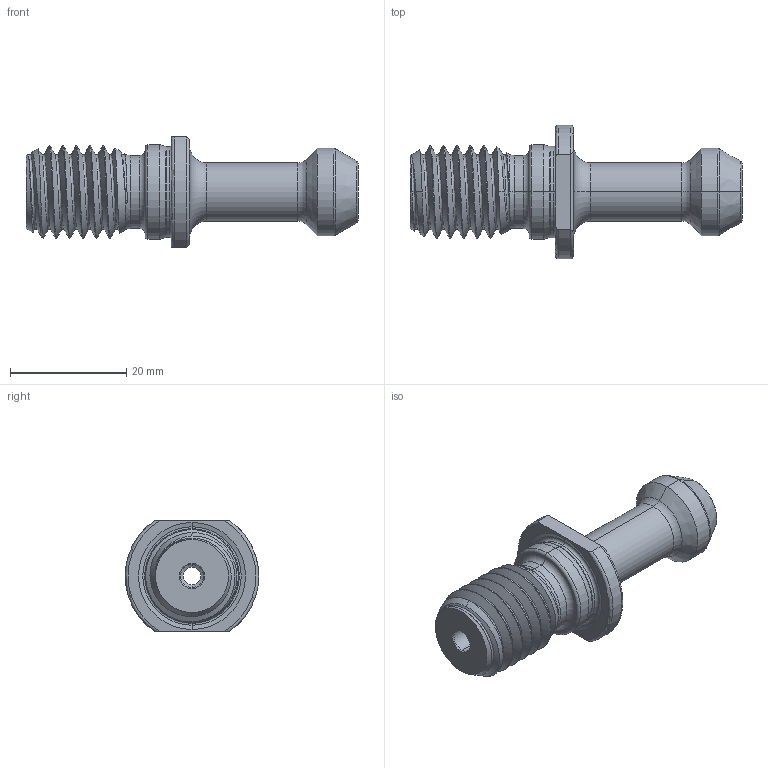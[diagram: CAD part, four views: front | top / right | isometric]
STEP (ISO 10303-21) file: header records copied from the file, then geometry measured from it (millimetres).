
FILE_DESCRIPTION (( 'STEP AP214' ), '1' );
FILE_NAME ('4005TRKC-MF.STEP', '2022-03-17T02:35:19', ( '' ), ( '' ), 'SwSTEP 2.0', 'SolidWorks 2021', '' );
FILE_SCHEMA (( 'AUTOMOTIVE_DESIGN' ));
Length unit declared in the file: millimetre
Products named in the file (1): 4005TRKC-MF
Bounding box: 57.15 x 23 x 19 mm (x, y, z)
Volume: 7597.4 mm3; surface area: 4224.6 mm2
Topology: 1 solids, 1 shells, 84 faces, 192 edges, 113 vertices
Faces by surface type: cylinder 28, cone 22, torus 22, plane 9, bspline 3
Entity records: 5516 total; most frequent: CARTESIAN_POINT 2739, DIRECTION 392, ORIENTED_EDGE 384, EDGE_CURVE 192, AXIS2_PLACEMENT_3D 168, VERTEX_POINT 113, EDGE_LOOP 89, UNCERTAINTY_MEASURE_WITH_UNIT 87
